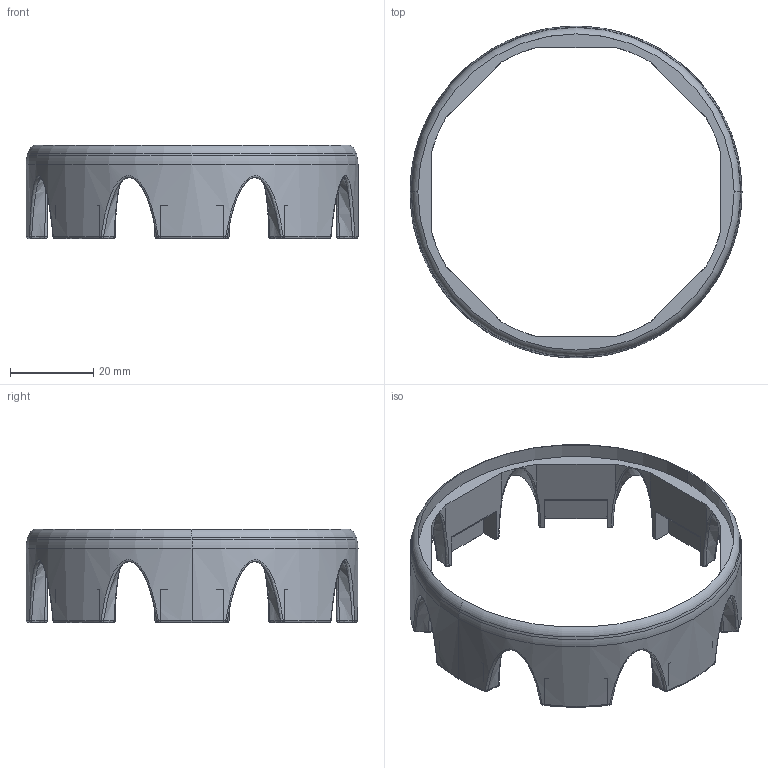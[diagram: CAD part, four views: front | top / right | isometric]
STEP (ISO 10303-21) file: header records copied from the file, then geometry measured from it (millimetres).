
FILE_DESCRIPTION (( 'STEP AP203' ), '1' );
FILE_NAME ('support membrane.STEP', '2019-10-09T08:20:07', ( '' ), ( '' ), 'SwSTEP 2.0', 'SolidWorks 2017', '' );
FILE_SCHEMA (( 'CONFIG_CONTROL_DESIGN' ));
Length unit declared in the file: millimetre
Products named in the file (1): support membrane
Bounding box: 80 x 80 x 22.5 mm (x, y, z)
Volume: 12336 mm3; surface area: 11391.6 mm2
Topology: 1 solids, 1 shells, 216 faces, 548 edges, 321 vertices
Faces by surface type: plane 65, bspline 48, cylinder 44, sphere 36, torus 13, cone 10
Entity records: 10059 total; most frequent: CARTESIAN_POINT 5298, ORIENTED_EDGE 1072, DIRECTION 900, EDGE_CURVE 536, AXIS2_PLACEMENT_3D 371, VERTEX_POINT 321, EDGE_LOOP 217, ADVANCED_FACE 216
